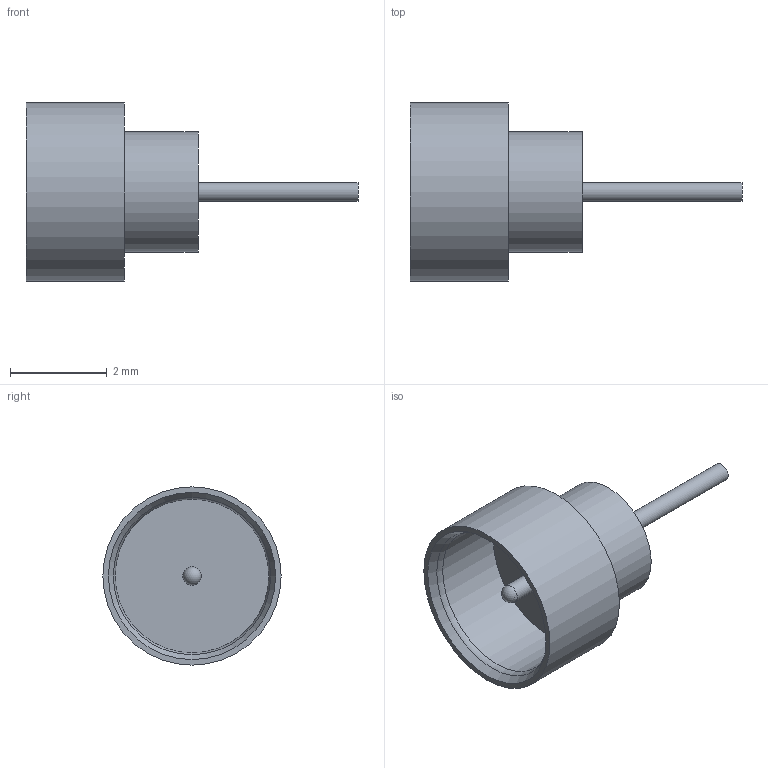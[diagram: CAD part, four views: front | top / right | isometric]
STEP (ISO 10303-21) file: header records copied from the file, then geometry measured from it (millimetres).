
FILE_DESCRIPTION (( 'STEP AP203' ), '1' );
FILE_NAME ('SC5274_3D.step', '2022-08-30T17:37:19', ( '' ), ( '' ), 'SwSTEP 2.0', 'SolidWorks 2021', '' );
FILE_SCHEMA (( 'CONFIG_CONTROL_DESIGN' ));
Length unit declared in the file: inch
Products named in the file (1): SC5274_3D
Bounding box: 6.86 x 3.68 x 3.68 mm (x, y, z)
Volume: 15.3 mm3; surface area: 78.9 mm2
Topology: 1 solids, 1 shells, 13 faces, 24 edges, 15 vertices
Faces by surface type: plane 5, cylinder 5, sphere 1, cone 1, torus 1
Full cylindrical faces by diameter (mm): 0.381 x2, 2.489 x1, 3.175 x1, 3.683 x1
Entity records: 333 total; most frequent: DIRECTION 52, CARTESIAN_POINT 38, AXIS2_PLACEMENT_3D 26, EDGE_LOOP 24, ORIENTED_EDGE 24, FACE_OUTER_BOUND 19, ADVANCED_FACE 13, EDGE_CURVE 12
